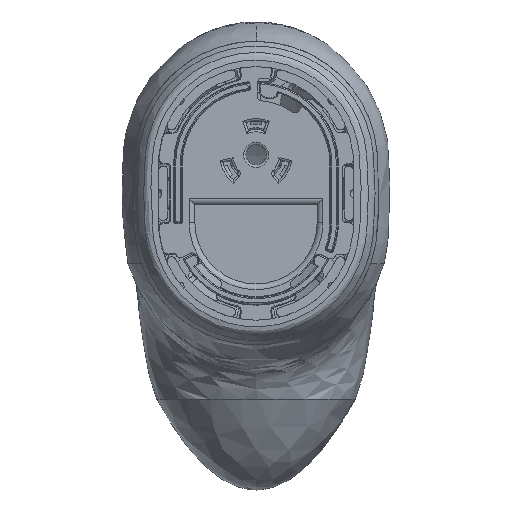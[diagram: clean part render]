
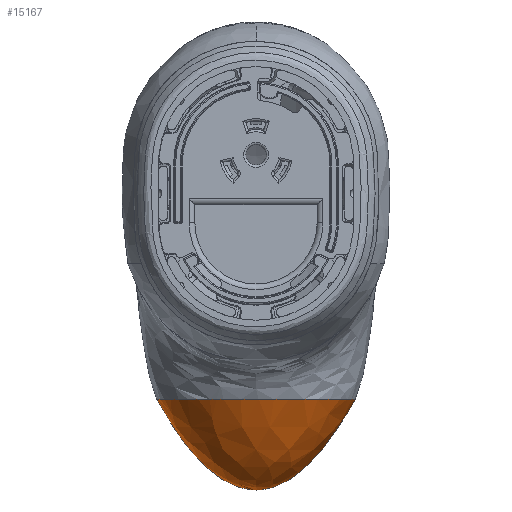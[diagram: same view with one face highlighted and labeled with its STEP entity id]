
A CAD part, front view. The second image highlights one B-rep face of the part: STEP entity #15167.
In plain terms, the highlighted free-form (B-spline) face has degree [3, 3] with [16, 4] control points.
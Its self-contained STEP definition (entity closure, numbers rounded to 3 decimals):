
#29=B_SPLINE_SURFACE_WITH_KNOTS('',3,3,((#36754,#36755,#36756,#36757),(#36758,
#36759,#36760,#36761),(#36762,#36763,#36764,#36765),(#36766,#36767,#36768,
#36769),(#36770,#36771,#36772,#36773),(#36774,#36775,#36776,#36777),(#36778,
#36779,#36780,#36781),(#36782,#36783,#36784,#36785),(#36786,#36787,#36788,
#36789),(#36790,#36791,#36792,#36793),(#36794,#36795,#36796,#36797),(#36798,
#36799,#36800,#36801),(#36802,#36803,#36804,#36805),(#36806,#36807,#36808,
#36809),(#36810,#36811,#36812,#36813),(#36814,#36815,#36816,#36817)),
 .UNSPECIFIED.,.T.,.F.,.F.,(4,1,1,1,1,1,1,1,1,1,1,1,1,4),(4,4),(0.,0.083,
0.167,0.208,0.25,0.333,0.417,
0.5,0.583,0.667,0.75,0.833,0.917,
1.),(0.,1.),.UNSPECIFIED.);
#94=ELLIPSE('',#17080,21.918,19.093);
#95=ELLIPSE('',#17081,21.918,19.093);
#96=ELLIPSE('',#17082,21.918,19.093);
#1455=FACE_OUTER_BOUND('',#2354,.T.);
#2354=EDGE_LOOP('',(#13929,#13930,#13931,#13932,#13933));
#2665=B_SPLINE_CURVE_WITH_KNOTS('',3,(#36819,#36820,#36821,#36822),
 .UNSPECIFIED.,.F.,.F.,(4,4),(0.,1.),.UNSPECIFIED.);
#7049=VERTEX_POINT('',#36741);
#7050=VERTEX_POINT('',#36748);
#7051=VERTEX_POINT('',#36750);
#7052=VERTEX_POINT('',#36818);
#9343=EDGE_CURVE('',#7049,#7050,#94,.T.);
#9344=EDGE_CURVE('',#7050,#7051,#95,.T.);
#9345=EDGE_CURVE('',#7051,#7049,#96,.T.);
#9346=EDGE_CURVE('',#7052,#7049,#2665,.T.);
#13929=ORIENTED_EDGE('',*,*,#9346,.T.);
#13930=ORIENTED_EDGE('',*,*,#9345,.F.);
#13931=ORIENTED_EDGE('',*,*,#9344,.F.);
#13932=ORIENTED_EDGE('',*,*,#9343,.F.);
#13933=ORIENTED_EDGE('',*,*,#9346,.F.);
#15167=ADVANCED_FACE('',(#1455),#29,.T.);
#17080=AXIS2_PLACEMENT_3D('',#36749,#21701,#21702);
#17081=AXIS2_PLACEMENT_3D('',#36751,#21703,#21704);
#17082=AXIS2_PLACEMENT_3D('',#36752,#21705,#21706);
#21701=DIRECTION('center_axis',(0.,1.,0.));
#21702=DIRECTION('ref_axis',(1.,0.,0.));
#21703=DIRECTION('center_axis',(0.,1.,0.));
#21704=DIRECTION('ref_axis',(1.,0.,0.));
#21705=DIRECTION('center_axis',(0.,1.,0.));
#21706=DIRECTION('ref_axis',(1.,0.,0.));
#36741=CARTESIAN_POINT('',(0.,-50.,45.948));
#36748=CARTESIAN_POINT('',(7.199,-50.,8.821));
#36749=CARTESIAN_POINT('Origin',(0.,-50.,26.855));
#36750=CARTESIAN_POINT('',(-7.199,-50.,8.821));
#36751=CARTESIAN_POINT('Origin',(0.,-50.,26.855));
#36752=CARTESIAN_POINT('Origin',(0.,-50.,26.855));
#36754=CARTESIAN_POINT('Ctrl Pts',(0.,-70.,27.));
#36755=CARTESIAN_POINT('Ctrl Pts',(0.,-70.,33.364));
#36756=CARTESIAN_POINT('Ctrl Pts',(0.,-63.333,
39.681));
#36757=CARTESIAN_POINT('Ctrl Pts',(0.,-50.,45.948));
#36758=CARTESIAN_POINT('Ctrl Pts',(0.,-70.,27.));
#36759=CARTESIAN_POINT('Ctrl Pts',(1.275,-70.,33.366));
#36760=CARTESIAN_POINT('Ctrl Pts',(2.55,-63.333,39.679));
#36761=CARTESIAN_POINT('Ctrl Pts',(3.825,-50.,45.948));
#36762=CARTESIAN_POINT('Ctrl Pts',(0.,-70.,27.));
#36763=CARTESIAN_POINT('Ctrl Pts',(3.823,-70.,32.768));
#36764=CARTESIAN_POINT('Ctrl Pts',(7.65,-63.333,38.493));
#36765=CARTESIAN_POINT('Ctrl Pts',(11.473,-50.,44.165));
#36766=CARTESIAN_POINT('Ctrl Pts',(0.,-70.,27.));
#36767=CARTESIAN_POINT('Ctrl Pts',(6.155,-70.,30.736));
#36768=CARTESIAN_POINT('Ctrl Pts',(12.313,-63.333,34.427));
#36769=CARTESIAN_POINT('Ctrl Pts',(18.468,-50.,38.067));
#36770=CARTESIAN_POINT('Ctrl Pts',(0.,-70.,27.));
#36771=CARTESIAN_POINT('Ctrl Pts',(7.136,-70.,28.666));
#36772=CARTESIAN_POINT('Ctrl Pts',(14.275,-63.333,30.284));
#36773=CARTESIAN_POINT('Ctrl Pts',(21.412,-50.,31.853));
#36774=CARTESIAN_POINT('Ctrl Pts',(0.,-70.,27.));
#36775=CARTESIAN_POINT('Ctrl Pts',(7.478,-70.,26.444));
#36776=CARTESIAN_POINT('Ctrl Pts',(14.953,-63.333,25.841));
#36777=CARTESIAN_POINT('Ctrl Pts',(22.431,-50.,25.189));
#36778=CARTESIAN_POINT('Ctrl Pts',(0.,-70.,27.));
#36779=CARTESIAN_POINT('Ctrl Pts',(6.622,-70.,23.67));
#36780=CARTESIAN_POINT('Ctrl Pts',(13.251,-63.333,20.288));
#36781=CARTESIAN_POINT('Ctrl Pts',(19.873,-50.,16.861));
#36782=CARTESIAN_POINT('Ctrl Pts',(0.,-70.,27.));
#36783=CARTESIAN_POINT('Ctrl Pts',(3.823,-70.,21.232));
#36784=CARTESIAN_POINT('Ctrl Pts',(7.649,-63.333,15.41));
#36785=CARTESIAN_POINT('Ctrl Pts',(11.472,-50.,9.545));
#36786=CARTESIAN_POINT('Ctrl Pts',(0.,-70.,27.));
#36787=CARTESIAN_POINT('Ctrl Pts',(0.,-70.,20.336));
#36788=CARTESIAN_POINT('Ctrl Pts',(0.,-63.333,
13.627));
#36789=CARTESIAN_POINT('Ctrl Pts',(0.,-50.,6.867));
#36790=CARTESIAN_POINT('Ctrl Pts',(0.,-70.,27.));
#36791=CARTESIAN_POINT('Ctrl Pts',(-3.823,-70.,21.232));
#36792=CARTESIAN_POINT('Ctrl Pts',(-7.65,-63.333,
15.41));
#36793=CARTESIAN_POINT('Ctrl Pts',(-11.473,-50.,9.545));
#36794=CARTESIAN_POINT('Ctrl Pts',(0.,-70.,27.));
#36795=CARTESIAN_POINT('Ctrl Pts',(-6.622,-70.,23.67));
#36796=CARTESIAN_POINT('Ctrl Pts',(-13.249,-63.333,
20.288));
#36797=CARTESIAN_POINT('Ctrl Pts',(-19.871,-50.,16.861));
#36798=CARTESIAN_POINT('Ctrl Pts',(0.,-70.,27.));
#36799=CARTESIAN_POINT('Ctrl Pts',(-7.65,-70.,27.));
#36800=CARTESIAN_POINT('Ctrl Pts',(-15.296,-63.333,
26.952));
#36801=CARTESIAN_POINT('Ctrl Pts',(-22.945,-50.,26.855));
#36802=CARTESIAN_POINT('Ctrl Pts',(0.,-70.,27.));
#36803=CARTESIAN_POINT('Ctrl Pts',(-6.622,-70.,30.331));
#36804=CARTESIAN_POINT('Ctrl Pts',(-13.25,-63.333,
33.614));
#36805=CARTESIAN_POINT('Ctrl Pts',(-19.872,-50.,36.849));
#36806=CARTESIAN_POINT('Ctrl Pts',(0.,-70.,27.));
#36807=CARTESIAN_POINT('Ctrl Pts',(-3.822,-70.,32.767));
#36808=CARTESIAN_POINT('Ctrl Pts',(-7.649,-63.333,
38.494));
#36809=CARTESIAN_POINT('Ctrl Pts',(-11.472,-50.,44.164));
#36810=CARTESIAN_POINT('Ctrl Pts',(0.,-70.,27.));
#36811=CARTESIAN_POINT('Ctrl Pts',(-1.275,-70.,33.367));
#36812=CARTESIAN_POINT('Ctrl Pts',(-2.55,-63.333,39.678));
#36813=CARTESIAN_POINT('Ctrl Pts',(-3.825,-50.,45.948));
#36814=CARTESIAN_POINT('Ctrl Pts',(0.,-70.,27.));
#36815=CARTESIAN_POINT('Ctrl Pts',(0.,-70.,33.364));
#36816=CARTESIAN_POINT('Ctrl Pts',(0.,-63.333,
39.681));
#36817=CARTESIAN_POINT('Ctrl Pts',(0.,-50.,45.948));
#36818=CARTESIAN_POINT('',(0.,-70.,27.));
#36819=CARTESIAN_POINT('Ctrl Pts',(0.,-70.,27.));
#36820=CARTESIAN_POINT('Ctrl Pts',(0.,-70.,33.364));
#36821=CARTESIAN_POINT('Ctrl Pts',(0.,-63.333,
39.681));
#36822=CARTESIAN_POINT('Ctrl Pts',(0.,-50.,45.948));
